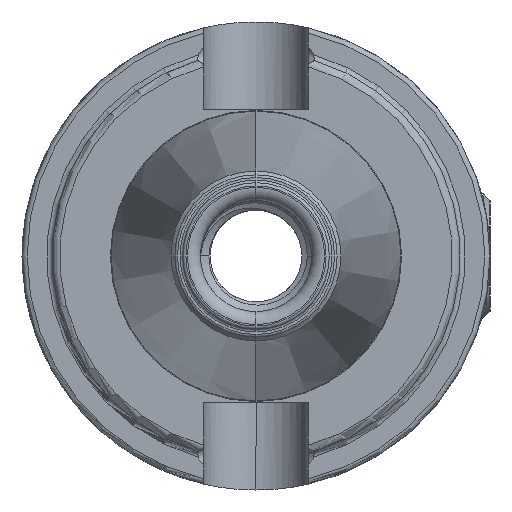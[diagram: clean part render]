
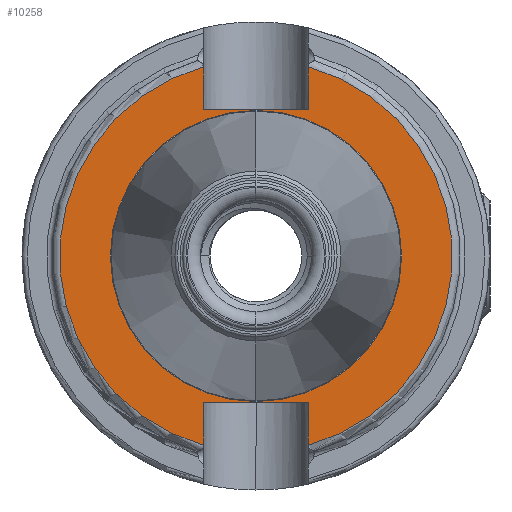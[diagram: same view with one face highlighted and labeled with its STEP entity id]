
A CAD part, left-side view. The second image highlights one B-rep face of the part: STEP entity #10258.
In plain terms, the highlighted planar face has unit normal (-1, 0, 0).
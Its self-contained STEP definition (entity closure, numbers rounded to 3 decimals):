
#327 = DIRECTION ( 'NONE',  ( 0., 0., 1. ) ) ;
#335 = DIRECTION ( 'NONE',  ( -1., 0., 0. ) ) ;
#354 = CARTESIAN_POINT ( 'NONE',  ( -5., 0., 0. ) ) ;
#724 = ORIENTED_EDGE ( 'NONE', *, *, #17524, .T. ) ;
#741 = ORIENTED_EDGE ( 'NONE', *, *, #17435, .T. ) ;
#748 = ORIENTED_EDGE ( 'NONE', *, *, #17495, .F. ) ;
#750 = ORIENTED_EDGE ( 'NONE', *, *, #17403, .T. ) ;
#751 = ORIENTED_EDGE ( 'NONE', *, *, #17486, .T. ) ;
#763 = ORIENTED_EDGE ( 'NONE', *, *, #3177, .F. ) ;
#768 = ORIENTED_EDGE ( 'NONE', *, *, #17484, .F. ) ;
#771 = ORIENTED_EDGE ( 'NONE', *, *, #17498, .F. ) ;
#780 = ORIENTED_EDGE ( 'NONE', *, *, #17433, .F. ) ;
#789 = ORIENTED_EDGE ( 'NONE', *, *, #17440, .T. ) ;
#1750 = CARTESIAN_POINT ( 'NONE',  ( -5., 8.075, 36. ) ) ;
#1751 = CARTESIAN_POINT ( 'NONE',  ( -5., -8.075, -22.5 ) ) ;
#1752 = DIRECTION ( 'NONE',  ( 0., -1., 0. ) ) ;
#1755 = DIRECTION ( 'NONE',  ( 0., 0., -1. ) ) ;
#1779 = DIRECTION ( 'NONE',  ( 0., 0., 1. ) ) ;
#1783 = DIRECTION ( 'NONE',  ( -1., 0., 0. ) ) ;
#1814 = CARTESIAN_POINT ( 'NONE',  ( -5., 0., 0. ) ) ;
#2162 = DIRECTION ( 'NONE',  ( 0., 0., 1. ) ) ;
#2178 = DIRECTION ( 'NONE',  ( 0., -1., 0. ) ) ;
#2183 = CARTESIAN_POINT ( 'NONE',  ( -5., 8.075, -36. ) ) ;
#2192 = CARTESIAN_POINT ( 'NONE',  ( -5., -8.075, 22.5 ) ) ;
#3177 = EDGE_CURVE ( 'NONE', #20007, #20154, #20575, .T. ) ;
#3782 = CARTESIAN_POINT ( 'NONE',  ( -5., 0., 0. ) ) ;
#3784 = DIRECTION ( 'NONE',  ( 0., 0., 1. ) ) ;
#3828 = DIRECTION ( 'NONE',  ( -1., 0., 0. ) ) ;
#4729 = CARTESIAN_POINT ( 'NONE',  ( -5., 0., 22.398 ) ) ;
#4733 = CARTESIAN_POINT ( 'NONE',  ( -5., 0., -22.398 ) ) ;
#4820 = CARTESIAN_POINT ( 'NONE',  ( -5., 8.075, 22.5 ) ) ;
#5094 = CARTESIAN_POINT ( 'NONE',  ( -5., 8.075, 29.1 ) ) ;
#5172 = CARTESIAN_POINT ( 'NONE',  ( -5., -8.075, -29.1 ) ) ;
#5200 = CARTESIAN_POINT ( 'NONE',  ( -5., -8.075, 29.1 ) ) ;
#5206 = CARTESIAN_POINT ( 'NONE',  ( -5., 8.075, -29.1 ) ) ;
#5214 = CARTESIAN_POINT ( 'NONE',  ( -5., -8.075, -22.5 ) ) ;
#5256 = CARTESIAN_POINT ( 'NONE',  ( -5., 8.075, -22.5 ) ) ;
#5264 = CARTESIAN_POINT ( 'NONE',  ( -5., -8.075, 22.5 ) ) ;
#10258 = ADVANCED_FACE ( 'NONE', ( #10768, #10775 ), #12742, .F. ) ;
#10501 = LINE ( 'NONE', #1750, #10528 ) ;
#10505 = CIRCLE ( 'NONE', #17910, 30.2 ) ;
#10517 = CIRCLE ( 'NONE', #17912, 30.2 ) ;
#10521 = VECTOR ( 'NONE', #1752, 1000. ) ;
#10528 = VECTOR ( 'NONE', #1755, 1000. ) ;
#10531 = LINE ( 'NONE', #1751, #10521 ) ;
#10537 = CIRCLE ( 'NONE', #17944, 22.398 ) ;
#10543 = VECTOR ( 'NONE', #2162, 1000. ) ;
#10545 = VECTOR ( 'NONE', #21166, 1000. ) ;
#10547 = LINE ( 'NONE', #2192, #10581 ) ;
#10548 = LINE ( 'NONE', #20818, #10573 ) ;
#10560 = LINE ( 'NONE', #2183, #10543 ) ;
#10573 = VECTOR ( 'NONE', #20819, 1000. ) ;
#10579 = LINE ( 'NONE', #21138, #10545 ) ;
#10581 = VECTOR ( 'NONE', #2178, 1000. ) ;
#10768 = FACE_OUTER_BOUND ( 'NONE', #16238, .T. ) ;
#10775 = FACE_BOUND ( 'NONE', #16263, .T. ) ;
#12695 = CARTESIAN_POINT ( 'NONE',  ( -5., 22.398, 0. ) ) ;
#12703 = DIRECTION ( 'NONE',  ( 0., 0., -1. ) ) ;
#12729 = DIRECTION ( 'NONE',  ( 1., 0., 0. ) ) ;
#12742 = PLANE ( 'NONE',  #17832 ) ;
#16238 = EDGE_LOOP ( 'NONE', ( #750, #751, #741, #748, #789, #724, #768, #780 ) ) ;
#16263 = EDGE_LOOP ( 'NONE', ( #771, #763 ) ) ;
#17403 = EDGE_CURVE ( 'NONE', #23625, #23677, #10517, .T. ) ;
#17433 = EDGE_CURVE ( 'NONE', #23625, #23674, #10501, .T. ) ;
#17435 = EDGE_CURVE ( 'NONE', #23665, #23704, #10531, .T. ) ;
#17440 = EDGE_CURVE ( 'NONE', #23676, #23655, #10505, .T. ) ;
#17484 = EDGE_CURVE ( 'NONE', #23674, #23686, #10547, .T. ) ;
#17486 = EDGE_CURVE ( 'NONE', #23677, #23665, #10560, .T. ) ;
#17495 = EDGE_CURVE ( 'NONE', #23676, #23704, #10579, .T. ) ;
#17498 = EDGE_CURVE ( 'NONE', #20154, #20007, #10537, .T. ) ;
#17524 = EDGE_CURVE ( 'NONE', #23655, #23686, #10548, .T. ) ;
#17619 = AXIS2_PLACEMENT_3D ( 'NONE', #354, #335, #327 ) ;
#17832 = AXIS2_PLACEMENT_3D ( 'NONE', #12695, #12729, #12703 ) ;
#17910 = AXIS2_PLACEMENT_3D ( 'NONE', #1814, #1783, #1779 ) ;
#17912 = AXIS2_PLACEMENT_3D ( 'NONE', #3782, #3828, #3784 ) ;
#17944 = AXIS2_PLACEMENT_3D ( 'NONE', #21147, #21163, #21146 ) ;
#20007 = VERTEX_POINT ( 'NONE', #4733 ) ;
#20154 = VERTEX_POINT ( 'NONE', #4729 ) ;
#20575 = CIRCLE ( 'NONE', #17619, 22.398 ) ;
#20818 = CARTESIAN_POINT ( 'NONE',  ( -5., -8.075, 36. ) ) ;
#20819 = DIRECTION ( 'NONE',  ( 0., 0., -1. ) ) ;
#21138 = CARTESIAN_POINT ( 'NONE',  ( -5., -8.075, -36. ) ) ;
#21146 = DIRECTION ( 'NONE',  ( 0., 0., 1. ) ) ;
#21147 = CARTESIAN_POINT ( 'NONE',  ( -5., 0., 0. ) ) ;
#21163 = DIRECTION ( 'NONE',  ( -1., 0., 0. ) ) ;
#21166 = DIRECTION ( 'NONE',  ( 0., 0., 1. ) ) ;
#23625 = VERTEX_POINT ( 'NONE', #5094 ) ;
#23655 = VERTEX_POINT ( 'NONE', #5200 ) ;
#23665 = VERTEX_POINT ( 'NONE', #5256 ) ;
#23674 = VERTEX_POINT ( 'NONE', #4820 ) ;
#23676 = VERTEX_POINT ( 'NONE', #5172 ) ;
#23677 = VERTEX_POINT ( 'NONE', #5206 ) ;
#23686 = VERTEX_POINT ( 'NONE', #5264 ) ;
#23704 = VERTEX_POINT ( 'NONE', #5214 ) ;
